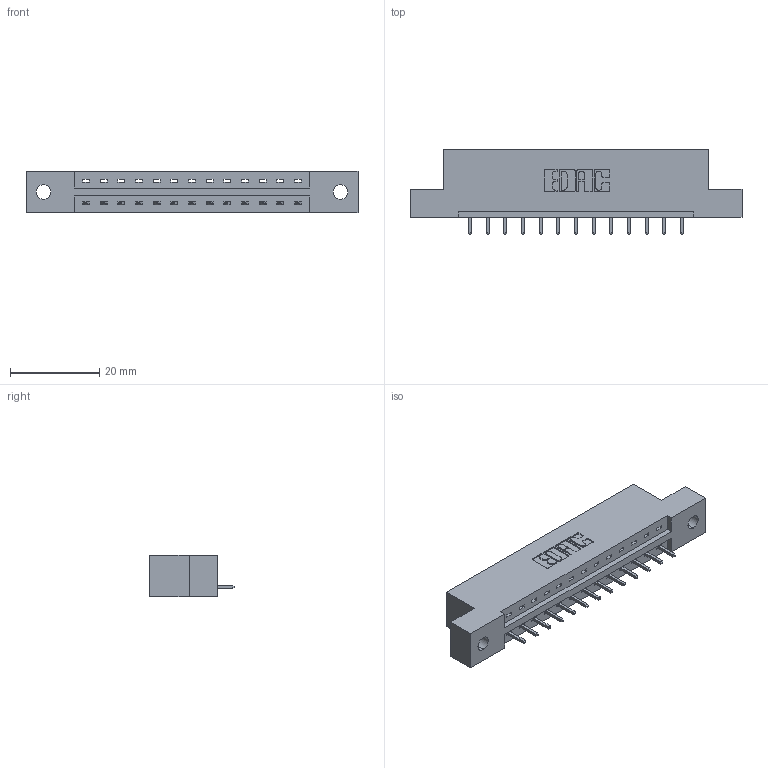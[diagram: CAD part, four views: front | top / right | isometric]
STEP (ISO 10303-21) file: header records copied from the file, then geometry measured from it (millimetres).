
FILE_DESCRIPTION (( 'STEP AP203' ), '1' );
FILE_NAME ('337-013-521-102.STEP', '2018-08-04T06:33:34', ( '' ), ( '' ), 'SwSTEP 2.0', 'SolidWorks 2016', '' );
FILE_SCHEMA (( 'CONFIG_CONTROL_DESIGN' ));
Length unit declared in the file: inch
Products named in the file (3): 337-013-521-102; 337 Part_Flush Mounting Lugs - 0.128 Dia; 345-292-001_345-293-121
Assembly tree (14 placements, depth 2):
  337-013-521-102
    337 Part_Flush Mounting Lugs - 0.128 Dia
    345-292-001_345-293-121  x13
Bounding box: 74.52 x 19.06 x 9.4 mm (x, y, z)
Volume: 7308.9 mm3; surface area: 6965.1 mm2
Topology: 14 solids, 14 shells, 920 faces, 2755 edges, 1818 vertices
Faces by surface type: plane 668, cylinder 252
Entity records: 13435 total; most frequent: CARTESIAN_POINT 2345, ORIENTED_EDGE 2294, DIRECTION 2033, EDGE_CURVE 1147, LINE 1019, VECTOR 1019, VERTEX_POINT 762, AXIS2_PLACEMENT_3D 507
